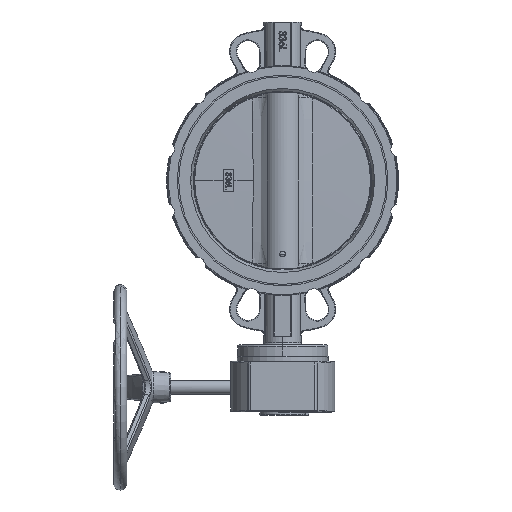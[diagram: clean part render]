
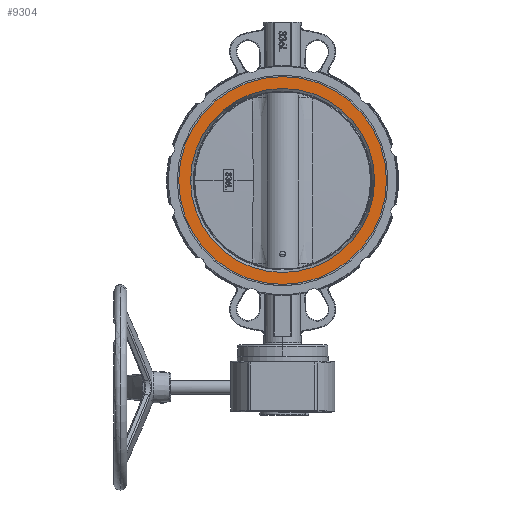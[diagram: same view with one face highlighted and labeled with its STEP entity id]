
A CAD part, top view. The second image highlights one B-rep face of the part: STEP entity #9304.
In plain terms, the highlighted planar face has unit normal (0, 0, 1).
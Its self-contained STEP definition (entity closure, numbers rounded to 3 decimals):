
#3578 = DIRECTION ( 'NONE',  ( 0., 0., 1. ) ) ;
#4611 = ORIENTED_EDGE ( 'NONE', *, *, #50115, .T. ) ;
#4668 = CARTESIAN_POINT ( 'NONE',  ( 0., 0., 35.9 ) ) ;
#5141 = FACE_BOUND ( 'NONE', #13619, .T. ) ;
#6295 = CARTESIAN_POINT ( 'NONE',  ( 0., 0., 35.9 ) ) ;
#6366 = DIRECTION ( 'NONE',  ( 1., 0., 0. ) ) ;
#7396 = CIRCLE ( 'NONE', #14360, 127.726 ) ;
#7584 = CARTESIAN_POINT ( 'NONE',  ( -144.2, 0., 35.9 ) ) ;
#9304 = ADVANCED_FACE ( 'NONE', ( #5141, #16077 ), #32795, .F. ) ;
#9573 = AXIS2_PLACEMENT_3D ( 'NONE', #37599, #9948, #48591 ) ;
#9948 = DIRECTION ( 'NONE',  ( 0., 0., 1. ) ) ;
#13619 = EDGE_LOOP ( 'NONE', ( #29619, #32713 ) ) ;
#14360 = AXIS2_PLACEMENT_3D ( 'NONE', #6295, #50377, #61691 ) ;
#14454 = VERTEX_POINT ( 'NONE', #7584 ) ;
#16077 = FACE_OUTER_BOUND ( 'NONE', #55739, .T. ) ;
#18292 = EDGE_CURVE ( 'NONE', #61351, #68844, #38688, .T. ) ;
#19240 = EDGE_CURVE ( 'NONE', #68844, #61351, #7396, .T. ) ;
#20427 = CIRCLE ( 'NONE', #70533, 144.2 ) ;
#20438 = DIRECTION ( 'NONE',  ( -1., 0., 0. ) ) ;
#20545 = CIRCLE ( 'NONE', #42668, 144.2 ) ;
#21882 = DIRECTION ( 'NONE',  ( 0., 0., -1. ) ) ;
#25432 = ORIENTED_EDGE ( 'NONE', *, *, #33217, .T. ) ;
#29619 = ORIENTED_EDGE ( 'NONE', *, *, #19240, .F. ) ;
#30888 = DIRECTION ( 'NONE',  ( 1., 0., 0. ) ) ;
#32713 = ORIENTED_EDGE ( 'NONE', *, *, #18292, .F. ) ;
#32795 = PLANE ( 'NONE',  #33539 ) ;
#33217 = EDGE_CURVE ( 'NONE', #37285, #14454, #20427, .T. ) ;
#33539 = AXIS2_PLACEMENT_3D ( 'NONE', #38273, #21882, #20438 ) ;
#37285 = VERTEX_POINT ( 'NONE', #40212 ) ;
#37599 = CARTESIAN_POINT ( 'NONE',  ( 0., 0., 35.9 ) ) ;
#38273 = CARTESIAN_POINT ( 'NONE',  ( -127.726, 0., 35.9 ) ) ;
#38688 = CIRCLE ( 'NONE', #9573, 127.726 ) ;
#40212 = CARTESIAN_POINT ( 'NONE',  ( 144.2, 0., 35.9 ) ) ;
#42668 = AXIS2_PLACEMENT_3D ( 'NONE', #4668, #3578, #30888 ) ;
#48591 = DIRECTION ( 'NONE',  ( 1., 0., 0. ) ) ;
#50115 = EDGE_CURVE ( 'NONE', #14454, #37285, #20545, .T. ) ;
#50377 = DIRECTION ( 'NONE',  ( 0., 0., 1. ) ) ;
#50443 = DIRECTION ( 'NONE',  ( 0., 0., 1. ) ) ;
#55739 = EDGE_LOOP ( 'NONE', ( #25432, #4611 ) ) ;
#61351 = VERTEX_POINT ( 'NONE', #71490 ) ;
#61691 = DIRECTION ( 'NONE',  ( 1., 0., 0. ) ) ;
#68844 = VERTEX_POINT ( 'NONE', #71105 ) ;
#70533 = AXIS2_PLACEMENT_3D ( 'NONE', #71999, #50443, #6366 ) ;
#71105 = CARTESIAN_POINT ( 'NONE',  ( 127.726, 0., 35.9 ) ) ;
#71490 = CARTESIAN_POINT ( 'NONE',  ( -127.726, 0., 35.9 ) ) ;
#71999 = CARTESIAN_POINT ( 'NONE',  ( 0., 0., 35.9 ) ) ;
